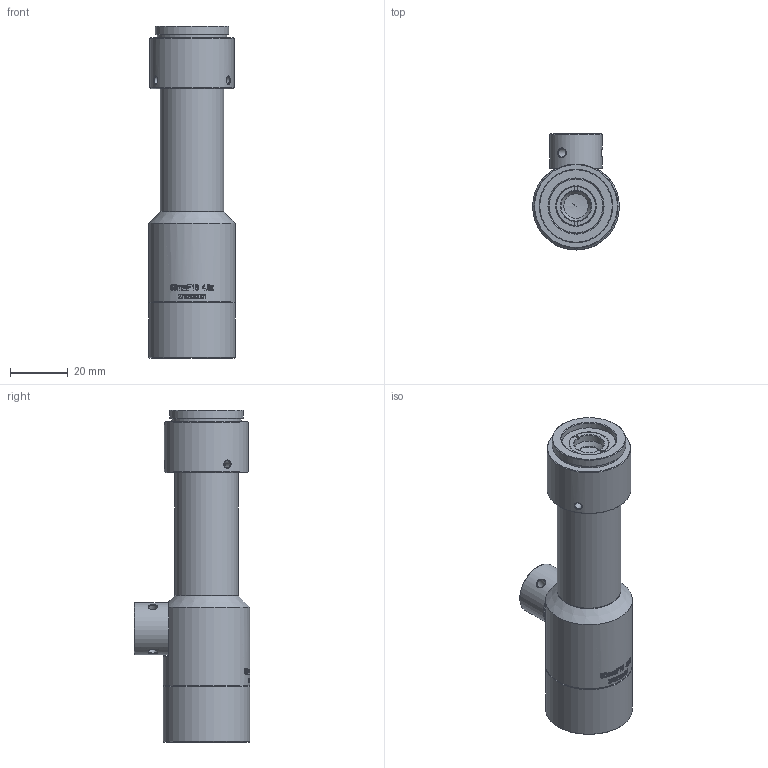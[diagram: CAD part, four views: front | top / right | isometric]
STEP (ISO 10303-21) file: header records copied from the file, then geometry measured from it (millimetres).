
FILE_DESCRIPTION(/* description */ (''),/* implementation_level */ '2;1');
FILE_NAME(/* name */ 'TC400065A_外形3D.stp',/* time_stamp */ '2022-03-22T15:32:24+08:00',/* author */ (''),/* organization */ (''),/* preprocessor_version */ 'ST-DEVELOPER v16',/* originating_system */ 'SIEMENS PLM Software NX 10.0',/* authorisation */ '');
FILE_SCHEMA (('AUTOMOTIVE_DESIGN { 1 0 10303 214 3 1 1 1 }'));
Length unit declared in the file: millimetre
Products named in the file (1): FLY04A879884y78
Bounding box: 30 x 40 x 114.61 mm (x, y, z)
Volume: 41830.1 mm3; surface area: 28422.8 mm2
Topology: 10 solids, 10 shells, 552 faces, 1364 edges, 895 vertices
Faces by surface type: plane 220, extrusion 154, cylinder 86, cone 80, bspline 10, sphere 2
Full cylindrical faces by diameter (mm): 2.5 x3, 3 x3, 5.2 x1, 7 x1, 8 x1, 8.4 x1, 10 x1, 10.005 x1, 10.4 x1, 11.8 x1, 12 x1, 12.5 x2, 12.6 x1, 13.4 x2, 14 x2, 14.2 x2, 15 x1, 17 x3, 17.8 x1, 18 x2, 18.2 x1, 18.4 x1, 18.5 x1, 19 x3, 19.2 x1, 19.248 x1, 19.5 x2, 19.848 x1, 20 x1, 20.2 x1
Entity records: 20713 total; most frequent: CARTESIAN_POINT 9076, ORIENTED_EDGE 2332, DIRECTION 1925, EDGE_CURVE 1166, VERTEX_POINT 849, EDGE_LOOP 793, AXIS2_PLACEMENT_3D 691, B_SPLINE_CURVE_WITH_KNOTS 629
